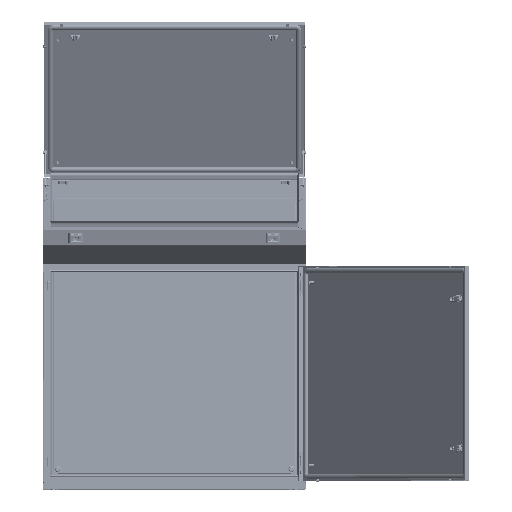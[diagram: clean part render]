
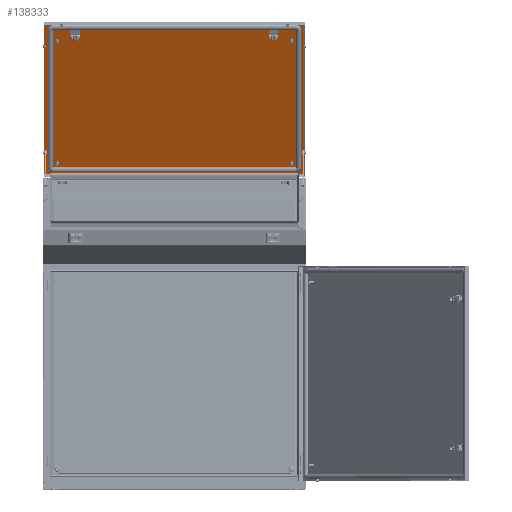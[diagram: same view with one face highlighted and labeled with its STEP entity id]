
A CAD part, top view. The second image highlights one B-rep face of the part: STEP entity #138333.
In plain terms, the highlighted face is planar.
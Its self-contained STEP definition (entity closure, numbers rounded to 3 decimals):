
#20253 = LINE ( 'NONE', #59847, #20282 ) ;
#20278 = LINE ( 'NONE', #59860, #20287 ) ;
#20282 = VECTOR ( 'NONE', #59862, 1000. ) ;
#20284 = LINE ( 'NONE', #59871, #20291 ) ;
#20287 = VECTOR ( 'NONE', #59839, 1000. ) ;
#20289 = LINE ( 'NONE', #59877, #20295 ) ;
#20291 = VECTOR ( 'NONE', #59867, 1000. ) ;
#20295 = VECTOR ( 'NONE', #59874, 1000. ) ;
#53922 = VERTEX_POINT ( 'NONE', #181108 ) ;
#53923 = VERTEX_POINT ( 'NONE', #181110 ) ;
#53925 = VERTEX_POINT ( 'NONE', #181113 ) ;
#53929 = VERTEX_POINT ( 'NONE', #181120 ) ;
#59839 = DIRECTION ( 'NONE',  ( 0., -1., 0. ) ) ;
#59847 = CARTESIAN_POINT ( 'NONE',  ( 258.5, -395.5, 2. ) ) ;
#59860 = CARTESIAN_POINT ( 'NONE',  ( 257.5, 395.5, 2. ) ) ;
#59862 = DIRECTION ( 'NONE',  ( -1., 0., 0. ) ) ;
#59867 = DIRECTION ( 'NONE',  ( 1., 0., 0. ) ) ;
#59871 = CARTESIAN_POINT ( 'NONE',  ( -258.5, 395.5, 2. ) ) ;
#59874 = DIRECTION ( 'NONE',  ( 0., 1., 0. ) ) ;
#59877 = CARTESIAN_POINT ( 'NONE',  ( -257.5, -395.5, 2. ) ) ;
#88275 = ORIENTED_EDGE ( 'NONE', *, *, #107192, .F. ) ;
#88277 = ORIENTED_EDGE ( 'NONE', *, *, #107195, .F. ) ;
#88279 = ORIENTED_EDGE ( 'NONE', *, *, #107198, .F. ) ;
#88281 = ORIENTED_EDGE ( 'NONE', *, *, #107201, .F. ) ;
#91184 = CARTESIAN_POINT ( 'NONE',  ( -258.5, -396.5, 2. ) ) ;
#91191 = PLANE ( 'NONE',  #187717 ) ;
#91193 = DIRECTION ( 'NONE',  ( 0., 0., 1. ) ) ;
#91194 = DIRECTION ( 'NONE',  ( 1., 0., 0. ) ) ;
#106556 = EDGE_LOOP ( 'NONE', ( #88275, #88277, #88279, #88281 ) ) ;
#107192 = EDGE_CURVE ( 'NONE', #53923, #53922, #20253, .T. ) ;
#107195 = EDGE_CURVE ( 'NONE', #53925, #53923, #20278, .T. ) ;
#107198 = EDGE_CURVE ( 'NONE', #53929, #53925, #20284, .T. ) ;
#107201 = EDGE_CURVE ( 'NONE', #53922, #53929, #20289, .T. ) ;
#138333 = ADVANCED_FACE ( 'NONE', ( #174476 ), #91191, .T. ) ;
#174476 = FACE_OUTER_BOUND ( 'NONE', #106556, .T. ) ;
#181108 = CARTESIAN_POINT ( 'NONE',  ( -257.5, -395.5, 2. ) ) ;
#181110 = CARTESIAN_POINT ( 'NONE',  ( 257.5, -395.5, 2. ) ) ;
#181113 = CARTESIAN_POINT ( 'NONE',  ( 257.5, 395.5, 2. ) ) ;
#181120 = CARTESIAN_POINT ( 'NONE',  ( -257.5, 395.5, 2. ) ) ;
#187717 = AXIS2_PLACEMENT_3D ( 'NONE', #91184, #91193, #91194 ) ;
